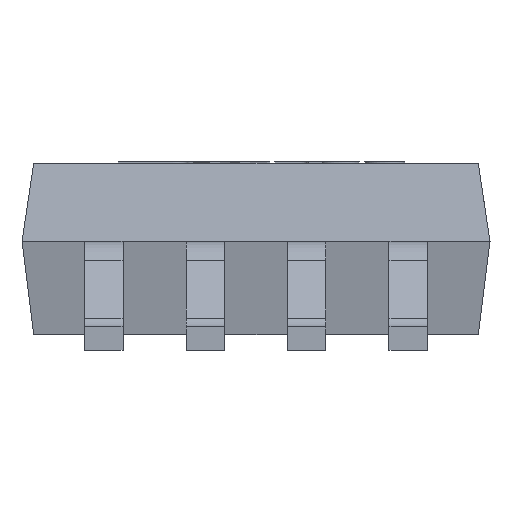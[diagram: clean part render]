
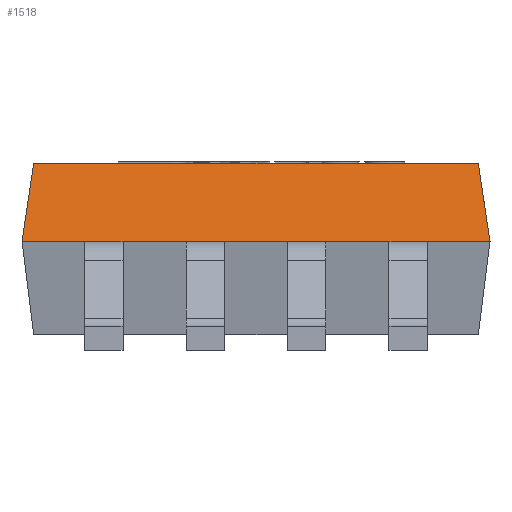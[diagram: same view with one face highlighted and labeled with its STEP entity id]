
A CAD part, left-side view. The second image highlights one B-rep face of the part: STEP entity #1518.
In plain terms, the highlighted free-form (B-spline) face has degree [1, 1] with [2, 2] control points.
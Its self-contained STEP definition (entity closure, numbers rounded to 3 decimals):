
#66 = VERTEX_POINT('',#67);
#67 = CARTESIAN_POINT('',(-2.09,-1.425,1.2));
#73 = EDGE_CURVE('',#66,#74,#76,.T.);
#74 = VERTEX_POINT('',#75);
#75 = CARTESIAN_POINT('',(-2.09,1.425,1.2));
#76 = LINE('',#77,#78);
#77 = CARTESIAN_POINT('',(-2.09,-1.425,1.2));
#78 = VECTOR('',#79,1.);
#79 = DIRECTION('',(0.,1.,0.));
#1407 = EDGE_CURVE('',#66,#1408,#1410,.T.);
#1408 = VERTEX_POINT('',#1409);
#1409 = CARTESIAN_POINT('',(-2.2,-1.5,0.7));
#1410 = B_SPLINE_CURVE_WITH_KNOTS('',1,(#1411,#1412),.UNSPECIFIED.,.F.,
  .F.,(2,2),(0.,1.),.PIECEWISE_BEZIER_KNOTS.);
#1411 = CARTESIAN_POINT('',(-2.09,-1.425,1.2));
#1412 = CARTESIAN_POINT('',(-2.2,-1.5,0.7));
#1518 = ADVANCED_FACE('',(#1519),#1600,.T.);
#1519 = FACE_BOUND('',#1520,.T.);
#1520 = EDGE_LOOP('',(#1521,#1522,#1529,#1537,#1545,#1553,#1561,#1569,
    #1577,#1585,#1593,#1599));
#1521 = ORIENTED_EDGE('',*,*,#73,.T.);
#1522 = ORIENTED_EDGE('',*,*,#1523,.T.);
#1523 = EDGE_CURVE('',#74,#1524,#1526,.T.);
#1524 = VERTEX_POINT('',#1525);
#1525 = CARTESIAN_POINT('',(-2.2,1.5,0.7));
#1526 = B_SPLINE_CURVE_WITH_KNOTS('',1,(#1527,#1528),.UNSPECIFIED.,.F.,
  .F.,(2,2),(0.,1.),.PIECEWISE_BEZIER_KNOTS.);
#1527 = CARTESIAN_POINT('',(-2.09,1.425,1.2));
#1528 = CARTESIAN_POINT('',(-2.2,1.5,0.7));
#1529 = ORIENTED_EDGE('',*,*,#1530,.F.);
#1530 = EDGE_CURVE('',#1531,#1524,#1533,.T.);
#1531 = VERTEX_POINT('',#1532);
#1532 = CARTESIAN_POINT('',(-2.2,1.098,0.7));
#1533 = LINE('',#1534,#1535);
#1534 = CARTESIAN_POINT('',(-2.2,-1.5,0.7));
#1535 = VECTOR('',#1536,1.);
#1536 = DIRECTION('',(0.,1.,0.));
#1537 = ORIENTED_EDGE('',*,*,#1538,.F.);
#1538 = EDGE_CURVE('',#1539,#1531,#1541,.T.);
#1539 = VERTEX_POINT('',#1540);
#1540 = CARTESIAN_POINT('',(-2.2,0.853,0.7));
#1541 = LINE('',#1542,#1543);
#1542 = CARTESIAN_POINT('',(-2.2,-1.5,0.7));
#1543 = VECTOR('',#1544,1.);
#1544 = DIRECTION('',(0.,1.,0.));
#1545 = ORIENTED_EDGE('',*,*,#1546,.F.);
#1546 = EDGE_CURVE('',#1547,#1539,#1549,.T.);
#1547 = VERTEX_POINT('',#1548);
#1548 = CARTESIAN_POINT('',(-2.2,0.448,0.7));
#1549 = LINE('',#1550,#1551);
#1550 = CARTESIAN_POINT('',(-2.2,-1.5,0.7));
#1551 = VECTOR('',#1552,1.);
#1552 = DIRECTION('',(0.,1.,0.));
#1553 = ORIENTED_EDGE('',*,*,#1554,.F.);
#1554 = EDGE_CURVE('',#1555,#1547,#1557,.T.);
#1555 = VERTEX_POINT('',#1556);
#1556 = CARTESIAN_POINT('',(-2.2,0.203,0.7));
#1557 = LINE('',#1558,#1559);
#1558 = CARTESIAN_POINT('',(-2.2,-1.5,0.7));
#1559 = VECTOR('',#1560,1.);
#1560 = DIRECTION('',(0.,1.,0.));
#1561 = ORIENTED_EDGE('',*,*,#1562,.F.);
#1562 = EDGE_CURVE('',#1563,#1555,#1565,.T.);
#1563 = VERTEX_POINT('',#1564);
#1564 = CARTESIAN_POINT('',(-2.2,-0.203,0.7));
#1565 = LINE('',#1566,#1567);
#1566 = CARTESIAN_POINT('',(-2.2,-1.5,0.7));
#1567 = VECTOR('',#1568,1.);
#1568 = DIRECTION('',(0.,1.,0.));
#1569 = ORIENTED_EDGE('',*,*,#1570,.F.);
#1570 = EDGE_CURVE('',#1571,#1563,#1573,.T.);
#1571 = VERTEX_POINT('',#1572);
#1572 = CARTESIAN_POINT('',(-2.2,-0.448,0.7));
#1573 = LINE('',#1574,#1575);
#1574 = CARTESIAN_POINT('',(-2.2,-1.5,0.7));
#1575 = VECTOR('',#1576,1.);
#1576 = DIRECTION('',(0.,1.,0.));
#1577 = ORIENTED_EDGE('',*,*,#1578,.F.);
#1578 = EDGE_CURVE('',#1579,#1571,#1581,.T.);
#1579 = VERTEX_POINT('',#1580);
#1580 = CARTESIAN_POINT('',(-2.2,-0.853,0.7));
#1581 = LINE('',#1582,#1583);
#1582 = CARTESIAN_POINT('',(-2.2,-1.5,0.7));
#1583 = VECTOR('',#1584,1.);
#1584 = DIRECTION('',(0.,1.,0.));
#1585 = ORIENTED_EDGE('',*,*,#1586,.F.);
#1586 = EDGE_CURVE('',#1587,#1579,#1589,.T.);
#1587 = VERTEX_POINT('',#1588);
#1588 = CARTESIAN_POINT('',(-2.2,-1.098,0.7));
#1589 = LINE('',#1590,#1591);
#1590 = CARTESIAN_POINT('',(-2.2,-1.5,0.7));
#1591 = VECTOR('',#1592,1.);
#1592 = DIRECTION('',(0.,1.,0.));
#1593 = ORIENTED_EDGE('',*,*,#1594,.F.);
#1594 = EDGE_CURVE('',#1408,#1587,#1595,.T.);
#1595 = LINE('',#1596,#1597);
#1596 = CARTESIAN_POINT('',(-2.2,-1.5,0.7));
#1597 = VECTOR('',#1598,1.);
#1598 = DIRECTION('',(0.,1.,0.));
#1599 = ORIENTED_EDGE('',*,*,#1407,.F.);
#1600 = B_SPLINE_SURFACE_WITH_KNOTS('',1,1,(
    (#1601,#1602)
    ,(#1603,#1604
    )),.UNSPECIFIED.,.F.,.F.,.F.,(2,2),(2,2),(0.,3.),(0.,1.),
  .PIECEWISE_BEZIER_KNOTS.);
#1601 = CARTESIAN_POINT('',(-2.09,-1.425,1.2));
#1602 = CARTESIAN_POINT('',(-2.2,-1.5,0.7));
#1603 = CARTESIAN_POINT('',(-2.09,1.425,1.2));
#1604 = CARTESIAN_POINT('',(-2.2,1.5,0.7));
